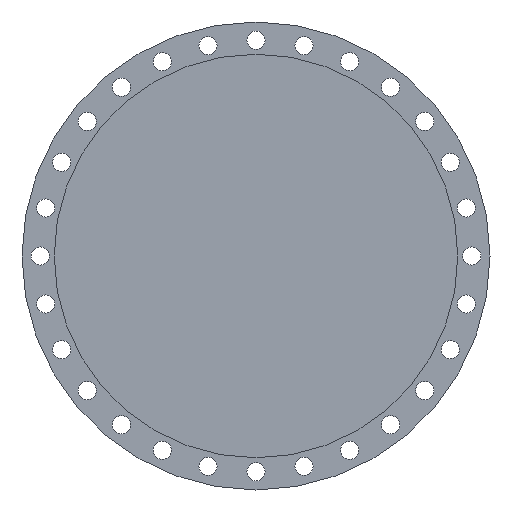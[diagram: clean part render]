
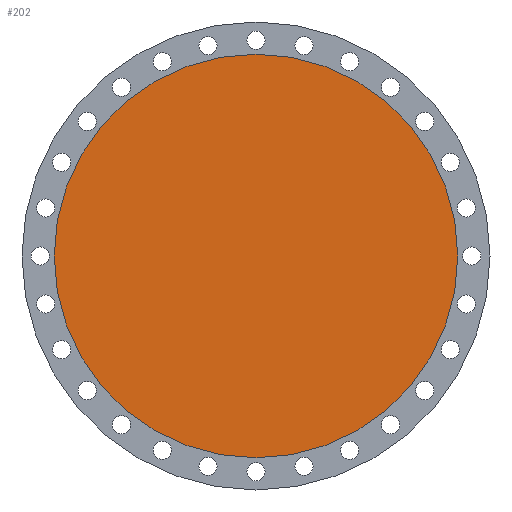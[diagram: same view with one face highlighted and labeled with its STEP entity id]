
A CAD part, left-side view. The second image highlights one B-rep face of the part: STEP entity #202.
In plain terms, the highlighted planar face has unit normal (-1, 0, 0).
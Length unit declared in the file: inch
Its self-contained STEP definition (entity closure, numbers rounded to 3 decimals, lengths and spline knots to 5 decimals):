
#6 = DIRECTION ( 'NONE',  ( 0., 0., 1. ) ) ;
#17 = CARTESIAN_POINT ( 'NONE',  ( 0., 0., 0. ) ) ;
#166 = CARTESIAN_POINT ( 'NONE',  ( 0., 0., 0. ) ) ;
#202 = ADVANCED_FACE ( 'NONE', ( #1206 ), #1796, .T. ) ;
#231 = CIRCLE ( 'NONE', #381, 18. ) ;
#287 = CARTESIAN_POINT ( 'NONE',  ( 0., 0., 18. ) ) ;
#328 = ORIENTED_EDGE ( 'NONE', *, *, #1487, .T. ) ;
#338 = DIRECTION ( 'NONE',  ( -1., 0., 0. ) ) ;
#381 = AXIS2_PLACEMENT_3D ( 'NONE', #166, #1218, #6 ) ;
#836 = ORIENTED_EDGE ( 'NONE', *, *, #1914, .T. ) ;
#896 = AXIS2_PLACEMENT_3D ( 'NONE', #17, #1791, #2133 ) ;
#951 = VERTEX_POINT ( 'NONE', #287 ) ;
#969 = CIRCLE ( 'NONE', #896, 18. ) ;
#1185 = CARTESIAN_POINT ( 'NONE',  ( 0., 0., -18. ) ) ;
#1206 = FACE_OUTER_BOUND ( 'NONE', #1228, .T. ) ;
#1218 = DIRECTION ( 'NONE',  ( -1., 0., 0. ) ) ;
#1220 = CARTESIAN_POINT ( 'NONE',  ( 0., 0., 0. ) ) ;
#1228 = EDGE_LOOP ( 'NONE', ( #328, #836 ) ) ;
#1382 = VERTEX_POINT ( 'NONE', #1185 ) ;
#1487 = EDGE_CURVE ( 'NONE', #951, #1382, #231, .T. ) ;
#1791 = DIRECTION ( 'NONE',  ( -1., 0., 0. ) ) ;
#1796 = PLANE ( 'NONE',  #1844 ) ;
#1844 = AXIS2_PLACEMENT_3D ( 'NONE', #1220, #338, #2326 ) ;
#1914 = EDGE_CURVE ( 'NONE', #1382, #951, #969, .T. ) ;
#2133 = DIRECTION ( 'NONE',  ( 0., 0., 1. ) ) ;
#2326 = DIRECTION ( 'NONE',  ( 0., 0., 1. ) ) ;
